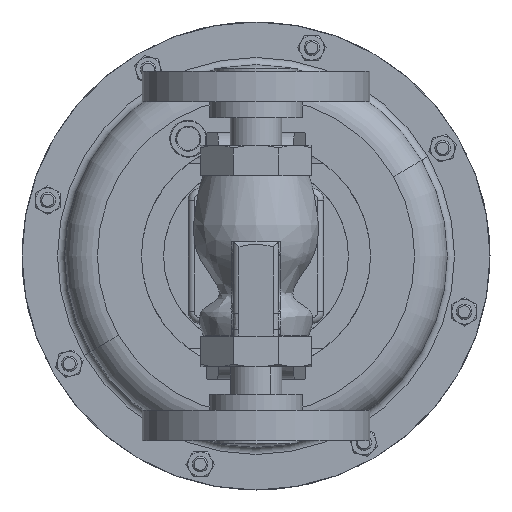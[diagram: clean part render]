
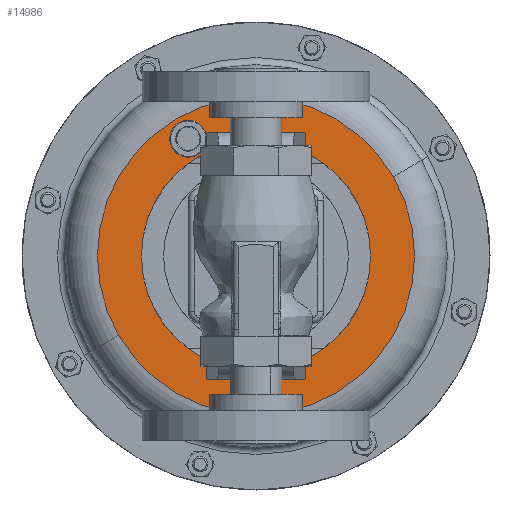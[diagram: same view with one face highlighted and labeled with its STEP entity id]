
A CAD part, front view. The second image highlights one B-rep face of the part: STEP entity #14986.
In plain terms, the highlighted planar face has unit normal (0, -1, 0).
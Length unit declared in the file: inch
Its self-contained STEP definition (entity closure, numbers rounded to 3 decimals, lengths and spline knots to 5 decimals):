
#80 = CARTESIAN_POINT ( 'NONE',  ( -2.325, 7.835, -2.25 ) ) ;
#1292 = CARTESIAN_POINT ( 'NONE',  ( -2.78774, 7.835, -3.8595 ) ) ;
#2196 = VERTEX_POINT ( 'NONE', #1292 ) ;
#2591 = DIRECTION ( 'NONE',  ( 0., 1., 0. ) ) ;
#2772 = DIRECTION ( 'NONE',  ( 0.866, 0., 0.5 ) ) ;
#3228 = CIRCLE ( 'NONE', #18610, 3.219 ) ;
#3440 = CARTESIAN_POINT ( 'NONE',  ( 0., 7.835, -2.25 ) ) ;
#5422 = DIRECTION ( 'NONE',  ( -0.866, 0., -0.5 ) ) ;
#5979 = CIRCLE ( 'NONE', #16955, 3.219 ) ;
#6294 = FACE_OUTER_BOUND ( 'NONE', #8990, .T. ) ;
#6412 = EDGE_CURVE ( 'NONE', #7740, #14802, #10728, .T. ) ;
#6648 = AXIS2_PLACEMENT_3D ( 'NONE', #14446, #2591, #16402 ) ;
#7128 = ORIENTED_EDGE ( 'NONE', *, *, #15676, .F. ) ;
#7270 = AXIS2_PLACEMENT_3D ( 'NONE', #8875, #22794, #10892 ) ;
#7740 = VERTEX_POINT ( 'NONE', #19183 ) ;
#8875 = CARTESIAN_POINT ( 'NONE',  ( 0., 7.835, -2.25 ) ) ;
#8990 = EDGE_LOOP ( 'NONE', ( #7128, #13179 ) ) ;
#9430 = EDGE_CURVE ( 'NONE', #14802, #7740, #21387, .T. ) ;
#9521 = CARTESIAN_POINT ( 'NONE',  ( 0., 7.835, -2.25 ) ) ;
#9713 = ORIENTED_EDGE ( 'NONE', *, *, #17174, .T. ) ;
#10728 = CIRCLE ( 'NONE', #17845, 0.375 ) ;
#10892 = DIRECTION ( 'NONE',  ( 1., 0., 0. ) ) ;
#11439 = ORIENTED_EDGE ( 'NONE', *, *, #24995, .T. ) ;
#11514 = CARTESIAN_POINT ( 'NONE',  ( -1.375, 7.835, 0.13157 ) ) ;
#11547 = DIRECTION ( 'NONE',  ( -0.866, 0., -0.5 ) ) ;
#11881 = CARTESIAN_POINT ( 'NONE',  ( 0., 7.835, -2.25 ) ) ;
#12085 = ORIENTED_EDGE ( 'NONE', *, *, #9430, .T. ) ;
#12546 = CARTESIAN_POINT ( 'NONE',  ( -1.6095, 7.835, 0.53774 ) ) ;
#13133 = VERTEX_POINT ( 'NONE', #13174 ) ;
#13174 = CARTESIAN_POINT ( 'NONE',  ( 2.325, 7.835, -2.25 ) ) ;
#13179 = ORIENTED_EDGE ( 'NONE', *, *, #15215, .F. ) ;
#13507 = CARTESIAN_POINT ( 'NONE',  ( -1.74977, 7.835, 0.11851 ) ) ;
#13526 = DIRECTION ( 'NONE',  ( -0.999, 0., -0.035 ) ) ;
#13884 = DIRECTION ( 'NONE',  ( 1., 0., 0. ) ) ;
#14446 = CARTESIAN_POINT ( 'NONE',  ( -1.375, 7.835, 0.13157 ) ) ;
#14623 = DIRECTION ( 'NONE',  ( 0., -1., 0. ) ) ;
#14802 = VERTEX_POINT ( 'NONE', #13507 ) ;
#14986 = ADVANCED_FACE ( 'NONE', ( #24978, #6294, #15026 ), #18464, .T. ) ;
#15026 = FACE_BOUND ( 'NONE', #18173, .T. ) ;
#15215 = EDGE_CURVE ( 'NONE', #19760, #2196, #5979, .T. ) ;
#15676 = EDGE_CURVE ( 'NONE', #2196, #19760, #3228, .T. ) ;
#15934 = ORIENTED_EDGE ( 'NONE', *, *, #6412, .T. ) ;
#16109 = AXIS2_PLACEMENT_3D ( 'NONE', #12546, #14623, #2772 ) ;
#16402 = DIRECTION ( 'NONE',  ( -0.999, 0., -0.035 ) ) ;
#16955 = AXIS2_PLACEMENT_3D ( 'NONE', #9521, #23446, #11547 ) ;
#17174 = EDGE_CURVE ( 'NONE', #13133, #19954, #20504, .T. ) ;
#17211 = DIRECTION ( 'NONE',  ( 0., 1., 0. ) ) ;
#17845 = AXIS2_PLACEMENT_3D ( 'NONE', #11514, #25439, #13526 ) ;
#18173 = EDGE_LOOP ( 'NONE', ( #12085, #15934 ) ) ;
#18464 = PLANE ( 'NONE',  #16109 ) ;
#18610 = AXIS2_PLACEMENT_3D ( 'NONE', #3440, #17211, #5422 ) ;
#18818 = AXIS2_PLACEMENT_3D ( 'NONE', #11881, #25786, #13884 ) ;
#18846 = CARTESIAN_POINT ( 'NONE',  ( 2.78774, 7.835, -0.6405 ) ) ;
#19183 = CARTESIAN_POINT ( 'NONE',  ( -1.00023, 7.835, 0.14463 ) ) ;
#19760 = VERTEX_POINT ( 'NONE', #18846 ) ;
#19954 = VERTEX_POINT ( 'NONE', #80 ) ;
#20504 = CIRCLE ( 'NONE', #18818, 2.325 ) ;
#21387 = CIRCLE ( 'NONE', #6648, 0.375 ) ;
#22794 = DIRECTION ( 'NONE',  ( 0., 1., 0. ) ) ;
#23201 = CIRCLE ( 'NONE', #7270, 2.325 ) ;
#23247 = EDGE_LOOP ( 'NONE', ( #9713, #11439 ) ) ;
#23446 = DIRECTION ( 'NONE',  ( 0., 1., 0. ) ) ;
#24978 = FACE_BOUND ( 'NONE', #23247, .T. ) ;
#24995 = EDGE_CURVE ( 'NONE', #19954, #13133, #23201, .T. ) ;
#25439 = DIRECTION ( 'NONE',  ( 0., 1., 0. ) ) ;
#25786 = DIRECTION ( 'NONE',  ( 0., 1., 0. ) ) ;
